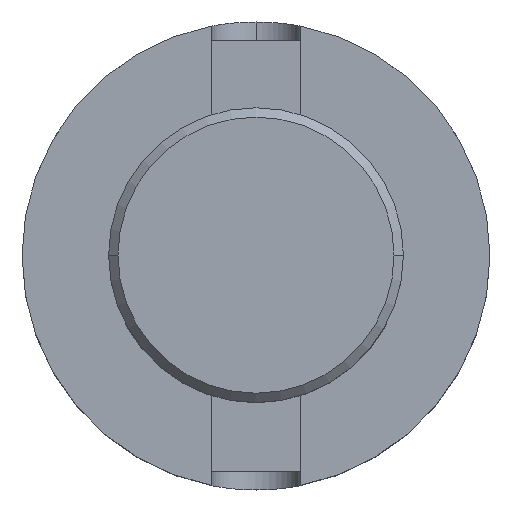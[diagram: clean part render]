
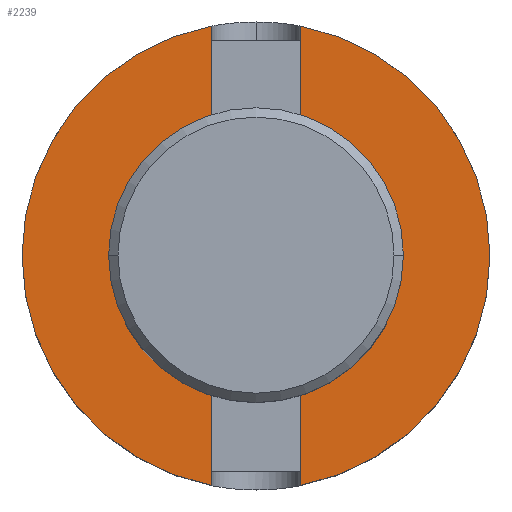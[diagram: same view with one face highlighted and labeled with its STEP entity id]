
A CAD part, top view. The second image highlights one B-rep face of the part: STEP entity #2239.
In plain terms, the highlighted planar face has unit normal (0, 0, 1).
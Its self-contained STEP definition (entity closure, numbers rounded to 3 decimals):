
#43 = CARTESIAN_POINT ( 'NONE',  ( -25., 0., 45. ) ) ;
#53 = EDGE_CURVE ( 'NONE', #91, #1651, #1457, .T. ) ;
#91 = VERTEX_POINT ( 'NONE', #1150 ) ;
#96 = VECTOR ( 'NONE', #1972, 1000. ) ;
#105 = ORIENTED_EDGE ( 'NONE', *, *, #1205, .F. ) ;
#151 = ORIENTED_EDGE ( 'NONE', *, *, #228, .T. ) ;
#189 = CARTESIAN_POINT ( 'NONE',  ( -4.762, 25., 45. ) ) ;
#212 = VERTEX_POINT ( 'NONE', #43 ) ;
#217 = LINE ( 'NONE', #793, #753 ) ;
#223 = AXIS2_PLACEMENT_3D ( 'NONE', #2180, #961, #2393 ) ;
#228 = EDGE_CURVE ( 'NONE', #1651, #91, #2097, .T. ) ;
#333 = VERTEX_POINT ( 'NONE', #1188 ) ;
#374 = CARTESIAN_POINT ( 'NONE',  ( 4.763, 13.5, 45. ) ) ;
#386 = EDGE_CURVE ( 'NONE', #1054, #713, #832, .T. ) ;
#395 = VECTOR ( 'NONE', #537, 1000. ) ;
#396 = CARTESIAN_POINT ( 'NONE',  ( 0., -13.5, 45. ) ) ;
#446 = LINE ( 'NONE', #947, #395 ) ;
#449 = AXIS2_PLACEMENT_3D ( 'NONE', #539, #1990, #751 ) ;
#458 = DIRECTION ( 'NONE',  ( -1., 0., 0. ) ) ;
#471 = FACE_OUTER_BOUND ( 'NONE', #2381, .T. ) ;
#503 = EDGE_CURVE ( 'NONE', #1981, #1236, #1591, .T. ) ;
#537 = DIRECTION ( 'NONE',  ( 0., 1., 0. ) ) ;
#539 = CARTESIAN_POINT ( 'NONE',  ( 0., 0., 45. ) ) ;
#543 = ORIENTED_EDGE ( 'NONE', *, *, #1815, .F. ) ;
#588 = VERTEX_POINT ( 'NONE', #1050 ) ;
#598 = EDGE_CURVE ( 'NONE', #333, #1981, #2472, .T. ) ;
#608 = CIRCLE ( 'NONE', #449, 25. ) ;
#688 = EDGE_CURVE ( 'NONE', #333, #863, #1200, .T. ) ;
#709 = CARTESIAN_POINT ( 'NONE',  ( 0., 13.5, 45. ) ) ;
#713 = VERTEX_POINT ( 'NONE', #1986 ) ;
#751 = DIRECTION ( 'NONE',  ( -1., 0., 0. ) ) ;
#753 = VECTOR ( 'NONE', #2225, 1000. ) ;
#793 = CARTESIAN_POINT ( 'NONE',  ( -4.762, 25., 45. ) ) ;
#829 = DIRECTION ( 'NONE',  ( -1., 0., 0. ) ) ;
#832 = LINE ( 'NONE', #189, #1860 ) ;
#850 = CARTESIAN_POINT ( 'NONE',  ( 4.763, -24.542, 45. ) ) ;
#863 = VERTEX_POINT ( 'NONE', #374 ) ;
#868 = AXIS2_PLACEMENT_3D ( 'NONE', #878, #1907, #458 ) ;
#878 = CARTESIAN_POINT ( 'NONE',  ( 0., 0., 45. ) ) ;
#908 = VECTOR ( 'NONE', #1535, 1000. ) ;
#939 = DIRECTION ( 'NONE',  ( 1., 0., 0. ) ) ;
#944 = CARTESIAN_POINT ( 'NONE',  ( 4.763, 25., 45. ) ) ;
#947 = CARTESIAN_POINT ( 'NONE',  ( 4.763, 25., 45. ) ) ;
#961 = DIRECTION ( 'NONE',  ( 0., 0., -1. ) ) ;
#975 = CARTESIAN_POINT ( 'NONE',  ( 4.763, -13.5, 45. ) ) ;
#1003 = ORIENTED_EDGE ( 'NONE', *, *, #386, .T. ) ;
#1045 = EDGE_CURVE ( 'NONE', #212, #713, #608, .T. ) ;
#1050 = CARTESIAN_POINT ( 'NONE',  ( -4.762, -24.542, 45. ) ) ;
#1054 = VERTEX_POINT ( 'NONE', #2587 ) ;
#1055 = AXIS2_PLACEMENT_3D ( 'NONE', #1354, #2162, #939 ) ;
#1112 = CARTESIAN_POINT ( 'NONE',  ( 0., 0., 45. ) ) ;
#1130 = VECTOR ( 'NONE', #1835, 1000. ) ;
#1137 = CARTESIAN_POINT ( 'NONE',  ( 0., 0., 45. ) ) ;
#1150 = CARTESIAN_POINT ( 'NONE',  ( 12.7, 0., 45. ) ) ;
#1188 = CARTESIAN_POINT ( 'NONE',  ( 4.763, 24.542, 45. ) ) ;
#1200 = LINE ( 'NONE', #944, #96 ) ;
#1205 = EDGE_CURVE ( 'NONE', #2319, #1901, #1686, .T. ) ;
#1219 = CARTESIAN_POINT ( 'NONE',  ( -12.7, 0., 45. ) ) ;
#1236 = VERTEX_POINT ( 'NONE', #850 ) ;
#1253 = EDGE_LOOP ( 'NONE', ( #151, #1450 ) ) ;
#1331 = DIRECTION ( 'NONE',  ( -1., 0., 0. ) ) ;
#1354 = CARTESIAN_POINT ( 'NONE',  ( 0., 25., 45. ) ) ;
#1450 = ORIENTED_EDGE ( 'NONE', *, *, #53, .T. ) ;
#1457 = CIRCLE ( 'NONE', #1889, 12.7 ) ;
#1521 = ORIENTED_EDGE ( 'NONE', *, *, #598, .F. ) ;
#1535 = DIRECTION ( 'NONE',  ( 1., 0., 0. ) ) ;
#1562 = CARTESIAN_POINT ( 'NONE',  ( 25., 0., 45. ) ) ;
#1591 = CIRCLE ( 'NONE', #1782, 25. ) ;
#1623 = EDGE_CURVE ( 'NONE', #1901, #588, #217, .T. ) ;
#1651 = VERTEX_POINT ( 'NONE', #1219 ) ;
#1661 = ORIENTED_EDGE ( 'NONE', *, *, #688, .T. ) ;
#1686 = LINE ( 'NONE', #396, #1130 ) ;
#1698 = ORIENTED_EDGE ( 'NONE', *, *, #2167, .F. ) ;
#1782 = AXIS2_PLACEMENT_3D ( 'NONE', #1137, #2562, #1863 ) ;
#1815 = EDGE_CURVE ( 'NONE', #1054, #863, #2020, .T. ) ;
#1835 = DIRECTION ( 'NONE',  ( -1., 0., 0. ) ) ;
#1855 = DIRECTION ( 'NONE',  ( 0., 0., -1. ) ) ;
#1860 = VECTOR ( 'NONE', #2226, 1000. ) ;
#1863 = DIRECTION ( 'NONE',  ( -1., 0., 0. ) ) ;
#1889 = AXIS2_PLACEMENT_3D ( 'NONE', #2042, #1855, #829 ) ;
#1901 = VERTEX_POINT ( 'NONE', #2157 ) ;
#1907 = DIRECTION ( 'NONE',  ( 0., 0., -1. ) ) ;
#1969 = PLANE ( 'NONE',  #1055 ) ;
#1972 = DIRECTION ( 'NONE',  ( 0., -1., 0. ) ) ;
#1981 = VERTEX_POINT ( 'NONE', #1562 ) ;
#1986 = CARTESIAN_POINT ( 'NONE',  ( -4.762, 24.542, 45. ) ) ;
#1990 = DIRECTION ( 'NONE',  ( 0., 0., -1. ) ) ;
#2002 = EDGE_CURVE ( 'NONE', #1236, #2319, #446, .T. ) ;
#2020 = LINE ( 'NONE', #709, #908 ) ;
#2036 = ORIENTED_EDGE ( 'NONE', *, *, #503, .F. ) ;
#2042 = CARTESIAN_POINT ( 'NONE',  ( 0., 0., 45. ) ) ;
#2097 = CIRCLE ( 'NONE', #868, 12.7 ) ;
#2157 = CARTESIAN_POINT ( 'NONE',  ( -4.762, -13.5, 45. ) ) ;
#2162 = DIRECTION ( 'NONE',  ( 0., 0., 1. ) ) ;
#2167 = EDGE_CURVE ( 'NONE', #588, #212, #2170, .T. ) ;
#2170 = CIRCLE ( 'NONE', #2340, 25. ) ;
#2180 = CARTESIAN_POINT ( 'NONE',  ( 0., 0., 45. ) ) ;
#2225 = DIRECTION ( 'NONE',  ( 0., -1., 0. ) ) ;
#2226 = DIRECTION ( 'NONE',  ( 0., 1., 0. ) ) ;
#2239 = ADVANCED_FACE ( 'NONE', ( #471, #2519 ), #1969, .T. ) ;
#2319 = VERTEX_POINT ( 'NONE', #975 ) ;
#2340 = AXIS2_PLACEMENT_3D ( 'NONE', #1112, #2540, #1331 ) ;
#2381 = EDGE_LOOP ( 'NONE', ( #2510, #2036, #1521, #1661, #543, #1003, #2617, #1698, #2480, #105 ) ) ;
#2393 = DIRECTION ( 'NONE',  ( -1., 0., 0. ) ) ;
#2472 = CIRCLE ( 'NONE', #223, 25. ) ;
#2480 = ORIENTED_EDGE ( 'NONE', *, *, #1623, .F. ) ;
#2510 = ORIENTED_EDGE ( 'NONE', *, *, #2002, .F. ) ;
#2519 = FACE_BOUND ( 'NONE', #1253, .T. ) ;
#2540 = DIRECTION ( 'NONE',  ( 0., 0., -1. ) ) ;
#2562 = DIRECTION ( 'NONE',  ( 0., 0., -1. ) ) ;
#2587 = CARTESIAN_POINT ( 'NONE',  ( -4.762, 13.5, 45. ) ) ;
#2617 = ORIENTED_EDGE ( 'NONE', *, *, #1045, .F. ) ;
